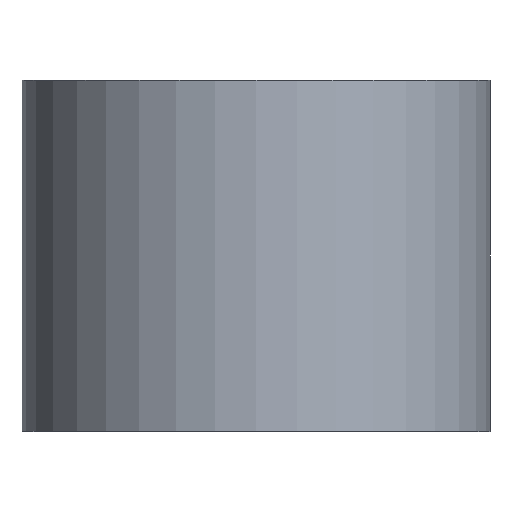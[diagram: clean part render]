
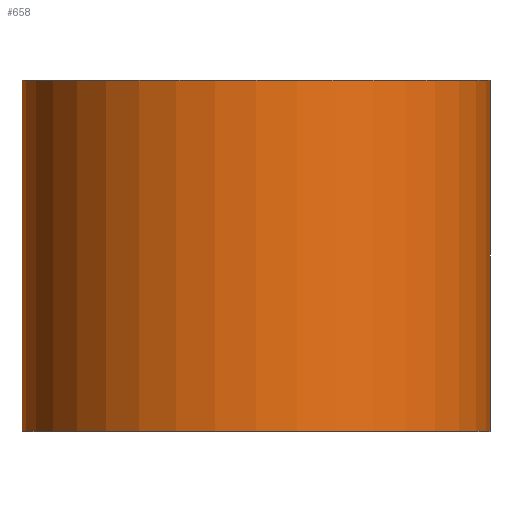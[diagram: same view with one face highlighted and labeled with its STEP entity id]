
A CAD part, top view. The second image highlights one B-rep face of the part: STEP entity #658.
In plain terms, the highlighted cylindrical face has radius 10 mm (diameter 20 mm), a partial arc.
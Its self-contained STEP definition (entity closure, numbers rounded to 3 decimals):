
#280=VERTEX_POINT('',#734);
#284=VERTEX_POINT('',#739);
#294=EDGE_CURVE('',#280,#622,#750,.T.);
#416=EDGE_CURVE('',#280,#480,#889,.T.);
#422=EDGE_CURVE('',#284,#622,#896,.T.);
#480=VERTEX_POINT('',#962);
#482=EDGE_CURVE('',#284,#480,#964,.T.);
#622=VERTEX_POINT('',#1122);
#658=ADVANCED_FACE('',(#1162),#1163,.T.);
#734=CARTESIAN_POINT('',(10.0,0.0,0.0));
#739=CARTESIAN_POINT('',(-10.0,15.0,0.));
#750=LINE('',#1266,#1267);
#889=CIRCLE('',#1453,10.0);
#896=CIRCLE('',#1463,10.0);
#962=CARTESIAN_POINT('',(-10.0,0.0,0.));
#964=LINE('',#1553,#1554);
#1122=CARTESIAN_POINT('',(10.0,15.0,0.0));
#1162=FACE_OUTER_BOUND('',#1802,.T.);
#1163=CYLINDRICAL_SURFACE('',#1803,10.0);
#1266=CARTESIAN_POINT('',(10.0,7.5,0.));
#1267=VECTOR('',#1902,1.0);
#1453=AXIS2_PLACEMENT_3D('',#2075,#2076,#2077);
#1463=AXIS2_PLACEMENT_3D('',#2087,#2088,#2089);
#1553=CARTESIAN_POINT('',(-10.0,7.5,0.));
#1554=VECTOR('',#2170,1.0);
#1802=EDGE_LOOP('',(#2413,#2414,#2415,#2416));
#1803=AXIS2_PLACEMENT_3D('',#2417,#2418,#2419);
#1902=DIRECTION('',(0.0,1.0,0.0));
#2075=CARTESIAN_POINT('',(0.0,0.0,0.0));
#2076=DIRECTION('',(0.0,-1.0,0.0));
#2077=DIRECTION('',(1.0,0.0,0.0));
#2087=CARTESIAN_POINT('',(0.0,15.0,0.0));
#2088=DIRECTION('',(-0.0,1.0,0.0));
#2089=DIRECTION('',(1.0,0.0,0.0));
#2170=DIRECTION('',(-0.0,-1.0,-0.0));
#2413=ORIENTED_EDGE('',*,*,#294,.T.);
#2414=ORIENTED_EDGE('',*,*,#422,.F.);
#2415=ORIENTED_EDGE('',*,*,#482,.T.);
#2416=ORIENTED_EDGE('',*,*,#416,.F.);
#2417=CARTESIAN_POINT('',(0.0,7.5,0.0));
#2418=DIRECTION('',(0.0,-1.0,-0.0));
#2419=DIRECTION('',(1.0,0.0,0.0));
